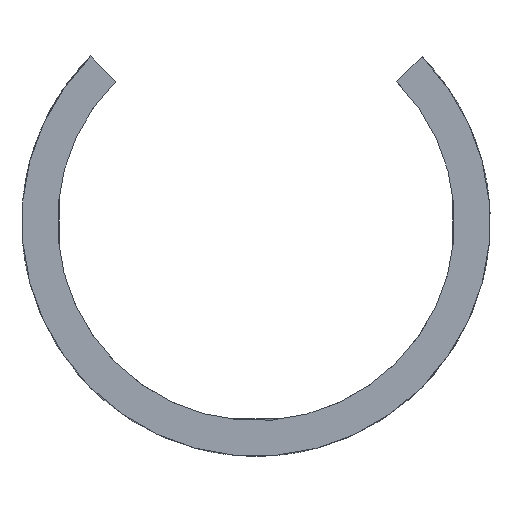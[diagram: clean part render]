
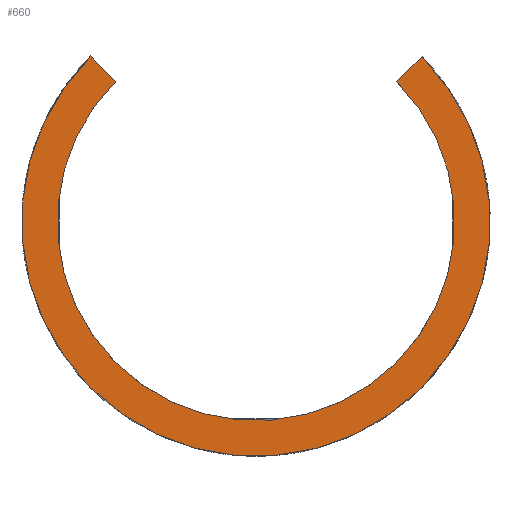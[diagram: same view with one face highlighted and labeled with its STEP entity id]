
A CAD part, front view. The second image highlights one B-rep face of the part: STEP entity #660.
In plain terms, the highlighted planar face has unit normal (0, -1, 0).
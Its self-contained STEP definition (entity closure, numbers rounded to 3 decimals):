
#1=DIRECTION('',(0.705,0.,-0.709));
#2=VECTOR('',#1,12.5);
#3=CARTESIAN_POINT('',(-58.179,0.,58.493));
#4=LINE('',#3,#2);
#5=DIRECTION('',(0.709,0.,0.705));
#6=VECTOR('',#5,12.5);
#7=CARTESIAN_POINT('',(49.631,0.,49.364));
#8=LINE('',#7,#6);
#21=CARTESIAN_POINT('',(0.,0.,0.));
#22=DIRECTION('',(0.,-1.,0.));
#23=DIRECTION('',(-0.705,0.,0.709));
#24=AXIS2_PLACEMENT_3D('',#21,#22,#23);
#104=CARTESIAN_POINT('',(0.,0.,0.));
#105=DIRECTION('',(0.,1.,0.));
#106=DIRECTION('',(0.709,0.,0.705));
#107=AXIS2_PLACEMENT_3D('',#104,#105,#106);
#573=CARTESIAN_POINT('',(-49.364,0.,49.631));
#574=VERTEX_POINT('',#573);
#575=CARTESIAN_POINT('',(49.631,0.,49.364));
#576=VERTEX_POINT('',#575);
#577=CARTESIAN_POINT('',(58.493,0.,58.179));
#578=VERTEX_POINT('',#577);
#579=CARTESIAN_POINT('',(-58.179,0.,58.493));
#580=VERTEX_POINT('',#579);
#645=CARTESIAN_POINT('',(0.,0.,0.));
#646=DIRECTION('',(0.,1.,0.));
#647=DIRECTION('',(1.,0.,0.));
#648=AXIS2_PLACEMENT_3D('',#645,#646,#647);
#649=PLANE('',#648);
#651=ORIENTED_EDGE('',*,*,#650,.F.);
#653=ORIENTED_EDGE('',*,*,#652,.T.);
#655=ORIENTED_EDGE('',*,*,#654,.F.);
#657=ORIENTED_EDGE('',*,*,#656,.T.);
#658=EDGE_LOOP('',(#651,#653,#655,#657));
#659=FACE_OUTER_BOUND('',#658,.F.);
#660=ADVANCED_FACE('',(#659),#649,.F.);
#25=CIRCLE('',#24,82.5);
#108=CIRCLE('',#107,70.);
#650=EDGE_CURVE('',#580,#578,#25,.T.);
#652=EDGE_CURVE('',#580,#574,#4,.T.);
#654=EDGE_CURVE('',#576,#574,#108,.T.);
#656=EDGE_CURVE('',#576,#578,#8,.T.);
